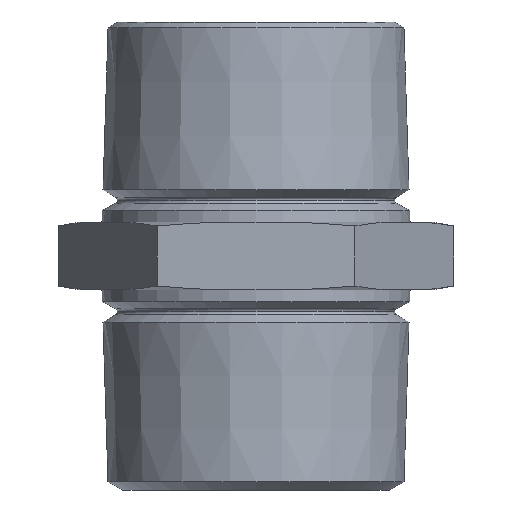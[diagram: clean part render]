
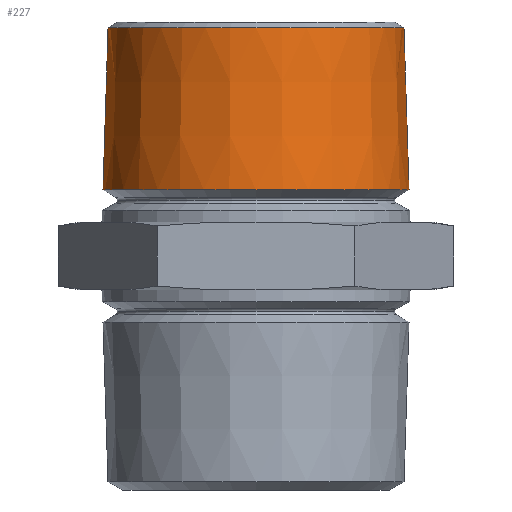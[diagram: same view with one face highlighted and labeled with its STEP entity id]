
A CAD part, front view. The second image highlights one B-rep face of the part: STEP entity #227.
In plain terms, the highlighted conical face has half-angle 1.8 degrees and reference radius 13.496 mm.
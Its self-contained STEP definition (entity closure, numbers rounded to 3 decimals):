
#41 = VERTEX_POINT ( 'NONE', #631 ) ;
#117 = VERTEX_POINT ( 'NONE', #1008 ) ;
#131 = EDGE_CURVE ( 'NONE', #41, #197, #951, .T. ) ;
#171 = EDGE_CURVE ( 'NONE', #117, #306, #815, .T. ) ;
#197 = VERTEX_POINT ( 'NONE', #850 ) ;
#227 = ADVANCED_FACE ( 'NONE', ( #954 ), #919, .T. ) ;
#228 = EDGE_LOOP ( 'NONE', ( #229, #230, #232, #233 ) ) ;
#229 = ORIENTED_EDGE ( 'NONE', *, *, #131, .F. ) ;
#230 = ORIENTED_EDGE ( 'NONE', *, *, #231, .F. ) ;
#231 = EDGE_CURVE ( 'NONE', #117, #41, #918, .T. ) ;
#232 = ORIENTED_EDGE ( 'NONE', *, *, #171, .T. ) ;
#233 = ORIENTED_EDGE ( 'NONE', *, *, #234, .T. ) ;
#234 = EDGE_CURVE ( 'NONE', #306, #197, #909, .T. ) ;
#306 = VERTEX_POINT ( 'NONE', #1240 ) ;
#631 = CARTESIAN_POINT ( 'NONE',  ( 12.961, 0., 19.995 ) ) ;
#812 = DIRECTION ( 'NONE',  ( -0.031, 0., -1. ) ) ;
#813 = VECTOR ( 'NONE', #812, 1000. ) ;
#814 = CARTESIAN_POINT ( 'NONE',  ( -13.496, 0., 2.967 ) ) ;
#815 = LINE ( 'NONE', #814, #813 ) ;
#850 = CARTESIAN_POINT ( 'NONE',  ( 13.407, 0., 5.813 ) ) ;
#905 = DIRECTION ( 'NONE',  ( 1., 0., 0. ) ) ;
#906 = DIRECTION ( 'NONE',  ( 0., 0., 1. ) ) ;
#907 = CARTESIAN_POINT ( 'NONE',  ( 0., 0., 5.813 ) ) ;
#908 = AXIS2_PLACEMENT_3D ( 'NONE', #907, #906, #905 ) ;
#909 = CIRCLE ( 'NONE', #908, 13.407 ) ;
#910 = DIRECTION ( 'NONE',  ( 1., 0., 0. ) ) ;
#911 = DIRECTION ( 'NONE',  ( 0., 0., 1. ) ) ;
#912 = CARTESIAN_POINT ( 'NONE',  ( 0., 0., 19.995 ) ) ;
#913 = AXIS2_PLACEMENT_3D ( 'NONE', #912, #911, #910 ) ;
#914 = DIRECTION ( 'NONE',  ( -1., 0., 0. ) ) ;
#915 = DIRECTION ( 'NONE',  ( 0., 0., -1. ) ) ;
#916 = CARTESIAN_POINT ( 'NONE',  ( 0., 0., 2.967 ) ) ;
#917 = AXIS2_PLACEMENT_3D ( 'NONE', #916, #915, #914 ) ;
#918 = CIRCLE ( 'NONE', #913, 12.961 ) ;
#919 = CONICAL_SURFACE ( 'NONE', #917, 13.496, 0.031 ) ;
#948 = DIRECTION ( 'NONE',  ( 0.031, 0., -1. ) ) ;
#949 = VECTOR ( 'NONE', #948, 1000. ) ;
#950 = CARTESIAN_POINT ( 'NONE',  ( 13.496, 0., 2.967 ) ) ;
#951 = LINE ( 'NONE', #950, #949 ) ;
#954 = FACE_OUTER_BOUND ( 'NONE', #228, .T. ) ;
#1008 = CARTESIAN_POINT ( 'NONE',  ( -12.961, 0., 19.995 ) ) ;
#1240 = CARTESIAN_POINT ( 'NONE',  ( -13.407, 0., 5.813 ) ) ;
